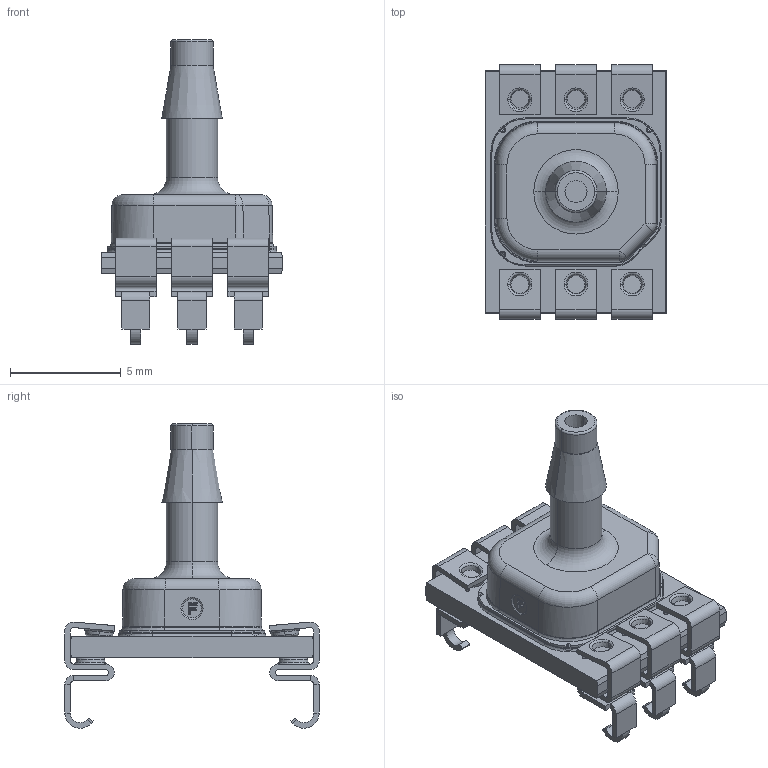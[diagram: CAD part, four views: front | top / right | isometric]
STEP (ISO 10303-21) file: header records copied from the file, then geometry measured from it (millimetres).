
FILE_DESCRIPTION((''),'2;1');
FILE_NAME('32351535-001_ASM_SW0001','2020-08-05T22:34:47',('H116907'),(''),'CREO PARAMETRIC BY PTC INC, 2017380','CREO PARAMETRIC BY PTC INC, 2017380','');
FILE_SCHEMA(('CONFIG_CONTROL_DESIGN'));
Length unit declared in the file: millimetre
Products named in the file (1): 32351535-001_ASM_SW0001
Bounding box: 8.2 x 11.5 x 13.77 mm (x, y, z)
Volume: 247.6 mm3; surface area: 649.2 mm2
Topology: 1 solids, 2 shells, 632 faces, 1603 edges, 982 vertices
Faces by surface type: plane 267, cylinder 161, torus 92, cone 54, bspline 47, sphere 6, extrusion 5
Entity records: 21241 total; most frequent: CARTESIAN_POINT 6043, ORIENTED_EDGE 3206, DIRECTION 3185, EDGE_CURVE 1603, AXIS2_PLACEMENT_3D 1194, VERTEX_POINT 982, VECTOR 797, LINE 792
